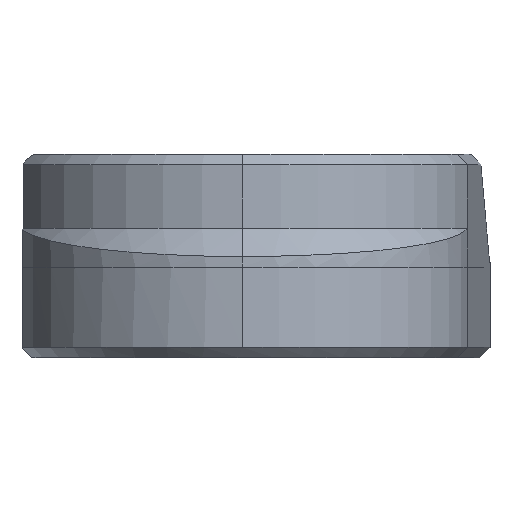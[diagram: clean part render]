
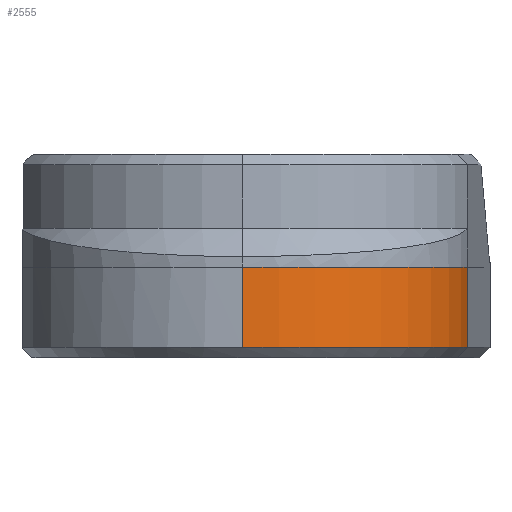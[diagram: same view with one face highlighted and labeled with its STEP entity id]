
A CAD part, left-side view. The second image highlights one B-rep face of the part: STEP entity #2555.
In plain terms, the highlighted cylindrical face has radius 36.001 mm (diameter 72.002 mm), a partial arc.
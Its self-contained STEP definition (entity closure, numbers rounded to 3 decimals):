
#32=CARTESIAN_POINT('',(-84.991,0.,7.));
#33=VERTEX_POINT('',#32);
#254=CARTESIAN_POINT('',(-84.991,0.,-5.8));
#255=VERTEX_POINT('',#254);
#256=CARTESIAN_POINT('',(-84.991,0.,-5.8));
#257=DIRECTION('',(-0.,-0.,1.));
#258=VECTOR('',#257,12.8);
#259=LINE('',#256,#258);
#260=EDGE_CURVE('',#255,#33,#259,.T.);
#336=CARTESIAN_POINT('',(-52.16,-35.861,7.));
#337=VERTEX_POINT('',#336);
#344=CARTESIAN_POINT('',(-52.168,-35.86,-5.8));
#345=VERTEX_POINT('',#344);
#346=CARTESIAN_POINT('',(-52.168,-35.86,7.));
#347=DIRECTION('',(0.,0.,-1.));
#348=VECTOR('',#347,12.8);
#349=LINE('',#346,#348);
#350=EDGE_CURVE('',#337,#345,#349,.T.);
#1287=CARTESIAN_POINT('',(-48.99,0.,-5.8));
#1288=DIRECTION('',(-0.,0.,-1.));
#1289=DIRECTION('',(-1.,0.,0.));
#1290=AXIS2_PLACEMENT_3D('',#1287,#1288,#1289);
#1291=CIRCLE('',#1290,36.001);
#1292=EDGE_CURVE('',#345,#255,#1291,.T.);
#2531=CARTESIAN_POINT('',(-48.99,0.,7.));
#2532=DIRECTION('',(-0.,-0.,1.));
#2533=DIRECTION('',(-1.,0.,0.));
#2534=AXIS2_PLACEMENT_3D('',#2531,#2532,#2533);
#2535=CIRCLE('',#2534,36.001);
#2536=EDGE_CURVE('',#33,#337,#2535,.T.);
#2544=CARTESIAN_POINT('',(-48.99,0.,25.));
#2545=DIRECTION('',(0.,0.,-1.));
#2546=DIRECTION('',(-1.,0.,0.));
#2547=AXIS2_PLACEMENT_3D('',#2544,#2545,#2546);
#2548=CYLINDRICAL_SURFACE('',#2547,36.001);
#2549=ORIENTED_EDGE('',*,*,#260,.F.);
#2550=ORIENTED_EDGE('',*,*,#1292,.F.);
#2551=ORIENTED_EDGE('',*,*,#350,.F.);
#2552=ORIENTED_EDGE('',*,*,#2536,.F.);
#2553=EDGE_LOOP('',(#2549,#2550,#2551,#2552));
#2554=FACE_BOUND('',#2553,.T.);
#2555=ADVANCED_FACE('',(#2554),#2548,.T.);
